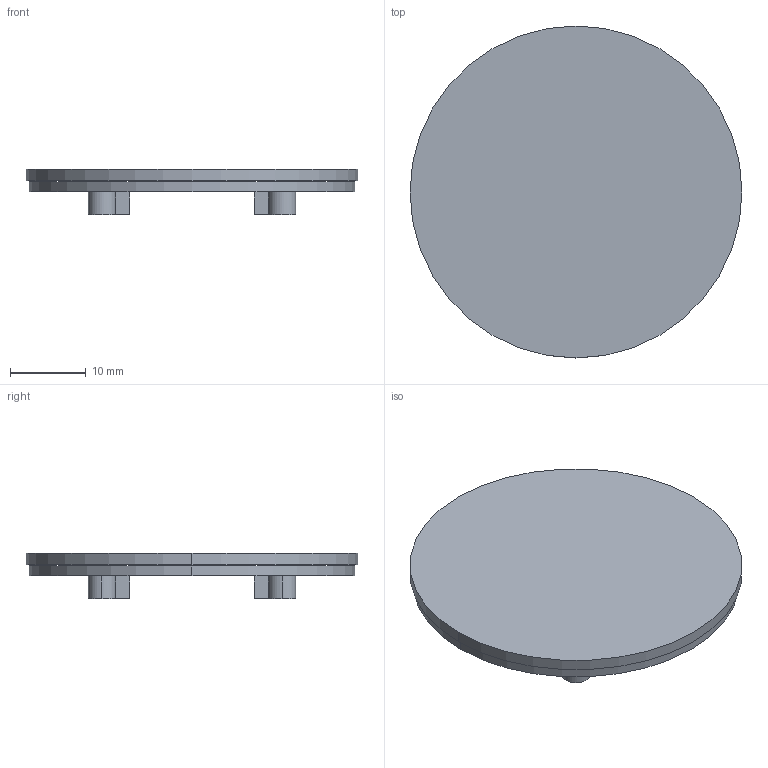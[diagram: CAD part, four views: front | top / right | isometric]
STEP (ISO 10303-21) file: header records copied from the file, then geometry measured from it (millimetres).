
FILE_DESCRIPTION(('CATIA V5 STEP Exchange','CAx-IF Rec.Pracs.--- Model Styling and Organization---1.5--- 2016-08-15','CAx-IF Rec.Pracs.---Supplemental Geometry---1.0---2011-11-01','CAx-IF Rec.Pracs.--- Composite Materials ---1.1---2010-07-15'),'2;1');
FILE_NAME('CB4006.stp','2024-03-25T15:00:32+00:00',('none'),('none'),'CATIA Version 5-6 Release 2020 SP5','CATIA V5 STEP AP214 v2','none');
FILE_SCHEMA(('AUTOMOTIVE_DESIGN { 1 0 10303 214 1 1 1 1 }'));
Length unit declared in the file: millimetre
Products named in the file (1): CB4006
Bounding box: 43.8 x 43.8 x 5.95 mm (x, y, z)
Volume: 4341.4 mm3; surface area: 6535.6 mm2
Topology: 2 solids, 2 shells, 48 faces, 120 edges, 80 vertices
Faces by surface type: plane 32, cylinder 16
Entity records: 1346 total; most frequent: ORIENTED_EDGE 240, CARTESIAN_POINT 232, DIRECTION 182, EDGE_CURVE 120, VECTOR 88, LINE 88, VERTEX_POINT 80, AXIS2_PLACEMENT_3D 64
